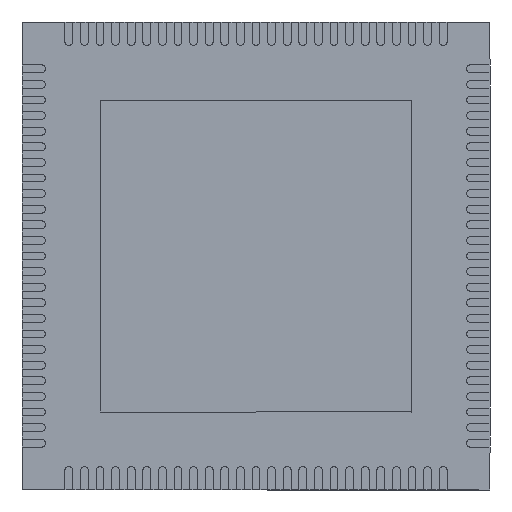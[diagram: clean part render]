
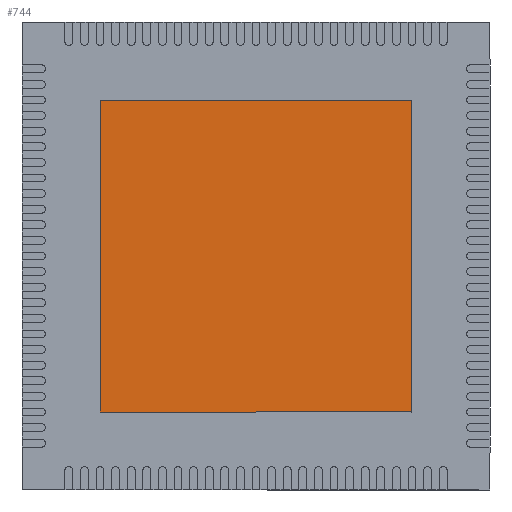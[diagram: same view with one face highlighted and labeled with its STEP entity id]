
A CAD part, front view. The second image highlights one B-rep face of the part: STEP entity #744.
In plain terms, the highlighted planar face has unit normal (0, -1, 0).
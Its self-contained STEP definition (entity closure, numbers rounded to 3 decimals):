
#215 = CARTESIAN_POINT ( 'NONE',  ( 4., 0., 4. ) ) ;
#744 = ADVANCED_FACE ( 'NONE', ( #24707 ), #31368, .T. ) ;
#1159 = CARTESIAN_POINT ( 'NONE',  ( 4., 0., 4. ) ) ;
#1740 = DIRECTION ( 'NONE',  ( 0., 0., -1. ) ) ;
#3470 = EDGE_CURVE ( 'NONE', #17791, #28987, #21036, .T. ) ;
#3599 = EDGE_CURVE ( 'NONE', #25853, #8065, #21092, .T. ) ;
#4239 = VECTOR ( 'NONE', #21486, 1000. ) ;
#4709 = CARTESIAN_POINT ( 'NONE',  ( 4., 0., -4. ) ) ;
#5225 = LINE ( 'NONE', #4709, #4239 ) ;
#5426 = ORIENTED_EDGE ( 'NONE', *, *, #3470, .T. ) ;
#8065 = VERTEX_POINT ( 'NONE', #9433 ) ;
#9433 = CARTESIAN_POINT ( 'NONE',  ( -4., 0., 4. ) ) ;
#10032 = VECTOR ( 'NONE', #12236, 1000. ) ;
#12236 = DIRECTION ( 'NONE',  ( 1., 0., 0. ) ) ;
#14871 = EDGE_CURVE ( 'NONE', #8065, #17791, #21388, .T. ) ;
#15624 = EDGE_LOOP ( 'NONE', ( #29755, #5426, #24750, #26074 ) ) ;
#17791 = VERTEX_POINT ( 'NONE', #26031 ) ;
#18574 = DIRECTION ( 'NONE',  ( -1., 0., 0. ) ) ;
#19180 = DIRECTION ( 'NONE',  ( 0., -1., 0. ) ) ;
#19566 = CARTESIAN_POINT ( 'NONE',  ( 4., 0., -4. ) ) ;
#20763 = VECTOR ( 'NONE', #18574, 1000. ) ;
#21036 = LINE ( 'NONE', #19566, #10032 ) ;
#21092 = LINE ( 'NONE', #1159, #20763 ) ;
#21388 = LINE ( 'NONE', #29048, #21448 ) ;
#21448 = VECTOR ( 'NONE', #1740, 1000. ) ;
#21486 = DIRECTION ( 'NONE',  ( 0., 0., 1. ) ) ;
#21664 = DIRECTION ( 'NONE',  ( 0., 0., -1. ) ) ;
#23759 = CARTESIAN_POINT ( 'NONE',  ( 0., 0., 0. ) ) ;
#24707 = FACE_OUTER_BOUND ( 'NONE', #15624, .T. ) ;
#24750 = ORIENTED_EDGE ( 'NONE', *, *, #27351, .T. ) ;
#25853 = VERTEX_POINT ( 'NONE', #215 ) ;
#26031 = CARTESIAN_POINT ( 'NONE',  ( -4., 0., -4. ) ) ;
#26074 = ORIENTED_EDGE ( 'NONE', *, *, #3599, .T. ) ;
#27351 = EDGE_CURVE ( 'NONE', #28987, #25853, #5225, .T. ) ;
#28987 = VERTEX_POINT ( 'NONE', #31543 ) ;
#29048 = CARTESIAN_POINT ( 'NONE',  ( -4., 0., -4. ) ) ;
#29295 = AXIS2_PLACEMENT_3D ( 'NONE', #23759, #19180, #21664 ) ;
#29755 = ORIENTED_EDGE ( 'NONE', *, *, #14871, .T. ) ;
#31368 = PLANE ( 'NONE',  #29295 ) ;
#31543 = CARTESIAN_POINT ( 'NONE',  ( 4., 0., -4. ) ) ;
